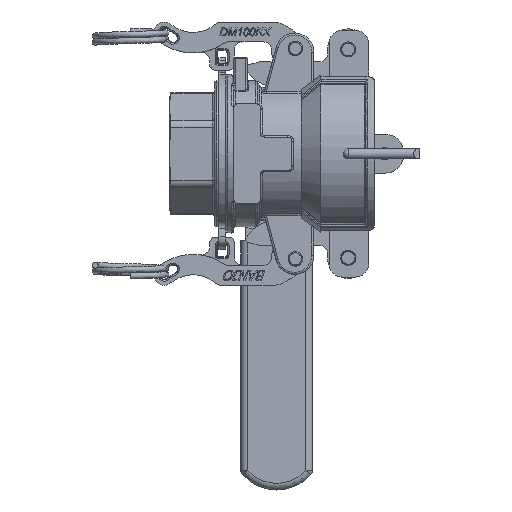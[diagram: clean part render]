
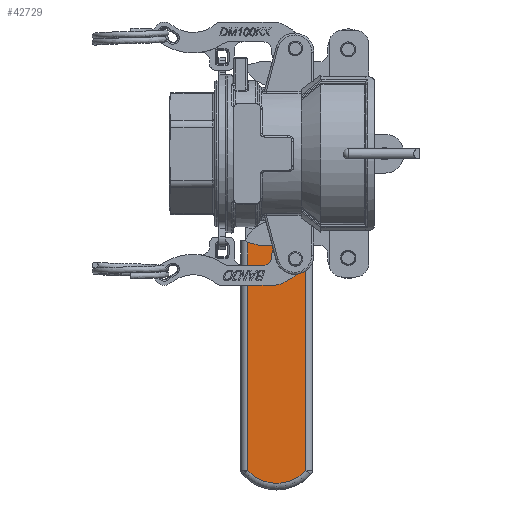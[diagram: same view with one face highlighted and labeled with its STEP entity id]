
A CAD part, front view. The second image highlights one B-rep face of the part: STEP entity #42729.
In plain terms, the highlighted face is planar.
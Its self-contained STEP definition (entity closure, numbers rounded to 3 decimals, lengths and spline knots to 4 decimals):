
#6038=FACE_OUTER_BOUND('',#8784,.T.);
#8784=EDGE_LOOP('',(#37796,#37797,#37798,#37799));
#12168=LINE('',#90919,#15403);
#12170=LINE('',#90925,#15405);
#12171=LINE('',#90926,#15406);
#15403=VECTOR('',#54193,3.4531);
#15405=VECTOR('',#54199,3.4531);
#15406=VECTOR('',#54200,0.88);
#16698=CIRCLE('',#45602,0.59);
#20592=VERTEX_POINT('',#90898);
#20593=VERTEX_POINT('',#90900);
#20596=VERTEX_POINT('',#90918);
#20598=VERTEX_POINT('',#90924);
#26406=EDGE_CURVE('',#20592,#20593,#16698,.T.);
#26416=EDGE_CURVE('',#20593,#20596,#12168,.T.);
#26419=EDGE_CURVE('',#20598,#20592,#12170,.T.);
#26420=EDGE_CURVE('',#20596,#20598,#12171,.T.);
#37796=ORIENTED_EDGE('',*,*,#26406,.F.);
#37797=ORIENTED_EDGE('',*,*,#26419,.F.);
#37798=ORIENTED_EDGE('',*,*,#26420,.F.);
#37799=ORIENTED_EDGE('',*,*,#26416,.F.);
#40543=PLANE('',#45616);
#42729=ADVANCED_FACE('',(#6038),#40543,.F.);
#45602=AXIS2_PLACEMENT_3D('',#90901,#54165,#54166);
#45616=AXIS2_PLACEMENT_3D('',#90923,#54197,#54198);
#54165=DIRECTION('center_axis',(0.,0.,1.));
#54166=DIRECTION('ref_axis',(-1.,0.,0.));
#54193=DIRECTION('',(1.,0.,0.));
#54197=DIRECTION('center_axis',(0.,0.,1.));
#54198=DIRECTION('ref_axis',(1.,0.,0.));
#54199=DIRECTION('',(-1.,0.,0.));
#54200=DIRECTION('',(0.,1.,0.));
#90898=CARTESIAN_POINT('',(-4.7681,0.44,-0.14));
#90900=CARTESIAN_POINT('',(-4.7681,-0.44,-0.14));
#90901=CARTESIAN_POINT('Origin',(-4.375,0.,-0.14));
#90918=CARTESIAN_POINT('',(-1.315,-0.44,-0.14));
#90919=CARTESIAN_POINT('',(-3.9265,-0.44,-0.14));
#90923=CARTESIAN_POINT('Origin',(-3.0484,0.,
-0.14));
#90924=CARTESIAN_POINT('',(-1.315,0.44,-0.14));
#90925=CARTESIAN_POINT('',(-2.1817,0.44,-0.14));
#90926=CARTESIAN_POINT('',(-1.315,-0.54,-0.14));
